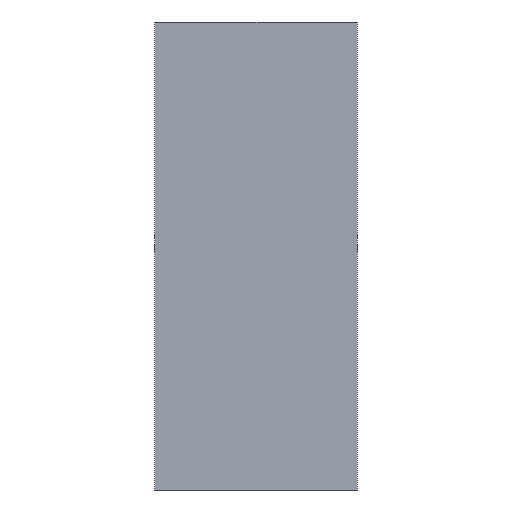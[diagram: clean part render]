
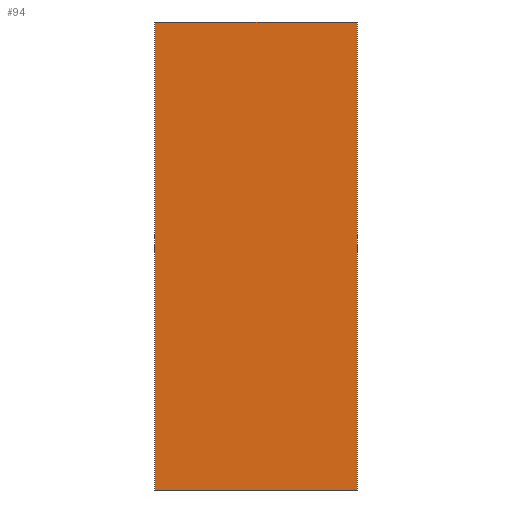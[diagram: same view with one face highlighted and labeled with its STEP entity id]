
A CAD part, left-side view. The second image highlights one B-rep face of the part: STEP entity #94.
In plain terms, the highlighted planar face has unit normal (-1, 0, 0).
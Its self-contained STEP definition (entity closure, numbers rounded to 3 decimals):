
#94=ADVANCED_FACE('',(#1112),#1114,.T.);
#1112=FACE_BOUND('',#1113,.T.);
#1113=EDGE_LOOP('',(#1898,#1899,#1900,#1901));
#1114=PLANE('',#1115);
#1115=AXIS2_PLACEMENT_3D('',#1116,#1117,#1118);
#1116=CARTESIAN_POINT('',(-150.,0.,0.));
#1117=DIRECTION('',(-1.,0.,0.));
#1118=DIRECTION('',(0.,-1.,0.));
#1898=ORIENTED_EDGE('',*,*,#2567,.T.);
#1899=ORIENTED_EDGE('',*,*,#2568,.T.);
#1900=ORIENTED_EDGE('',*,*,#2569,.F.);
#1901=ORIENTED_EDGE('',*,*,#2565,.F.);
#2565=EDGE_CURVE('',#2908,#2910,#2911,.T.);
#2567=EDGE_CURVE('',#2908,#2913,#2914,.T.);
#2568=EDGE_CURVE('',#2913,#2915,#2916,.T.);
#2569=EDGE_CURVE('',#2910,#2915,#2917,.T.);
#2908=VERTEX_POINT('',#3488);
#2910=VERTEX_POINT('',#3492);
#2911=LINE('',#3493,#3494);
#2913=VERTEX_POINT('',#3499);
#2914=LINE('',#3500,#3501);
#2915=VERTEX_POINT('',#3503);
#2916=LINE('',#3504,#3505);
#2917=LINE('',#3507,#3508);
#3488=CARTESIAN_POINT('',(-150.,0.,0.));
#3492=CARTESIAN_POINT('',(-150.,0.,30.));
#3493=CARTESIAN_POINT('',(-150.,0.,0.));
#3494=VECTOR('',#3495,1.);
#3495=DIRECTION('',(0.,0.,1.));
#3499=CARTESIAN_POINT('',(-150.,-13.,0.));
#3500=CARTESIAN_POINT('',(-150.,0.,0.));
#3501=VECTOR('',#3502,1.);
#3502=DIRECTION('',(0.,-1.,0.));
#3503=CARTESIAN_POINT('',(-150.,-13.,30.));
#3504=CARTESIAN_POINT('',(-150.,-13.,0.));
#3505=VECTOR('',#3506,1.);
#3506=DIRECTION('',(0.,0.,1.));
#3507=CARTESIAN_POINT('',(-150.,0.,30.));
#3508=VECTOR('',#3509,1.);
#3509=DIRECTION('',(0.,-1.,0.));
